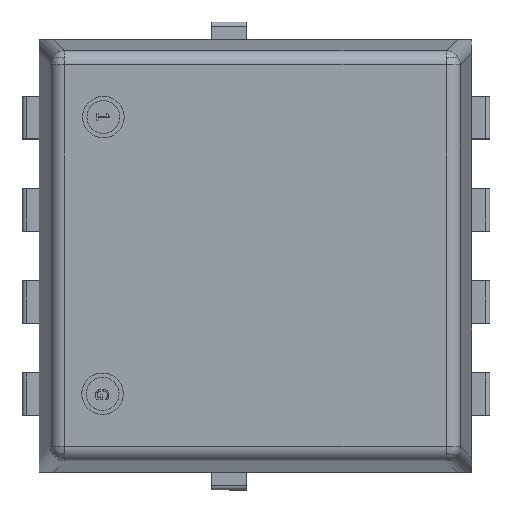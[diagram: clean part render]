
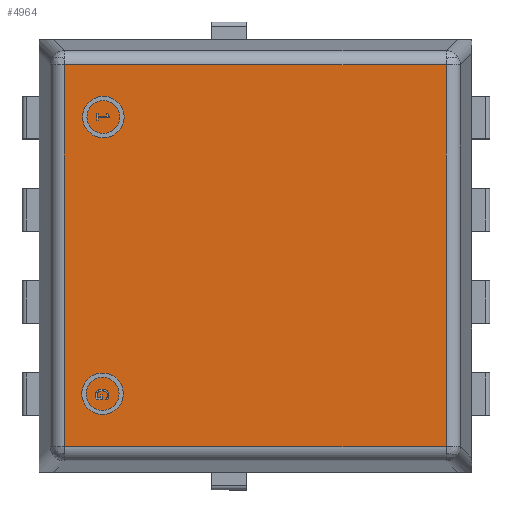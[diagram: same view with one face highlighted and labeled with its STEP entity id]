
A CAD part, top view. The second image highlights one B-rep face of the part: STEP entity #4964.
In plain terms, the highlighted planar face has unit normal (0, 0, 1).
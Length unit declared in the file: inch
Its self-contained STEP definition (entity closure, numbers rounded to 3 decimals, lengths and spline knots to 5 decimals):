
#522 = CARTESIAN_POINT ( 'NONE',  ( -0.05302, 0.01501, 0.04409 ) ) ;
#611 = VERTEX_POINT ( 'NONE', #6761 ) ;
#814 = EDGE_LOOP ( 'NONE', ( #5812, #5949, #6096, #2593 ) ) ;
#835 = VERTEX_POINT ( 'NONE', #2864 ) ;
#941 = CARTESIAN_POINT ( 'NONE',  ( 0.05302, -0.01501, 0.04409 ) ) ;
#1141 = DIRECTION ( 'NONE',  ( -1., 0., 0. ) ) ;
#1217 = LINE ( 'NONE', #1850, #6716 ) ;
#1510 = DIRECTION ( 'NONE',  ( 1., 0., 0. ) ) ;
#1543 = EDGE_CURVE ( 'NONE', #835, #5569, #6885, .T. ) ;
#1850 = CARTESIAN_POINT ( 'NONE',  ( -0.01501, -0.05302, 0.04409 ) ) ;
#2043 = DIRECTION ( 'NONE',  ( 0., 0., 1. ) ) ;
#2503 = DIRECTION ( 'NONE',  ( 1., 0., 0. ) ) ;
#2593 = ORIENTED_EDGE ( 'NONE', *, *, #1543, .F. ) ;
#2864 = CARTESIAN_POINT ( 'NONE',  ( -0.05302, 0.05302, 0.04409 ) ) ;
#3140 = LINE ( 'NONE', #941, #5351 ) ;
#3175 = DIRECTION ( 'NONE',  ( 0., -1., 0. ) ) ;
#3528 = AXIS2_PLACEMENT_3D ( 'NONE', #5851, #2043, #1510 ) ;
#4111 = VECTOR ( 'NONE', #4427, 39.37008 ) ;
#4427 = DIRECTION ( 'NONE',  ( 0., 1., 0. ) ) ;
#4696 = VERTEX_POINT ( 'NONE', #5447 ) ;
#4730 = EDGE_CURVE ( 'NONE', #5569, #611, #3140, .T. ) ;
#4847 = PLANE ( 'NONE',  #3528 ) ;
#4964 = ADVANCED_FACE ( 'NONE', ( #5305 ), #4847, .T. ) ;
#5160 = VECTOR ( 'NONE', #2503, 39.37008 ) ;
#5305 = FACE_OUTER_BOUND ( 'NONE', #814, .T. ) ;
#5351 = VECTOR ( 'NONE', #3175, 39.37008 ) ;
#5447 = CARTESIAN_POINT ( 'NONE',  ( -0.05302, -0.05302, 0.04409 ) ) ;
#5555 = EDGE_CURVE ( 'NONE', #611, #4696, #1217, .T. ) ;
#5569 = VERTEX_POINT ( 'NONE', #5682 ) ;
#5682 = CARTESIAN_POINT ( 'NONE',  ( 0.05302, 0.05302, 0.04409 ) ) ;
#5812 = ORIENTED_EDGE ( 'NONE', *, *, #6985, .F. ) ;
#5851 = CARTESIAN_POINT ( 'NONE',  ( 0., 0., 0.04409 ) ) ;
#5949 = ORIENTED_EDGE ( 'NONE', *, *, #5555, .F. ) ;
#6049 = LINE ( 'NONE', #522, #4111 ) ;
#6096 = ORIENTED_EDGE ( 'NONE', *, *, #4730, .F. ) ;
#6288 = CARTESIAN_POINT ( 'NONE',  ( 0.01501, 0.05302, 0.04409 ) ) ;
#6716 = VECTOR ( 'NONE', #1141, 39.37008 ) ;
#6761 = CARTESIAN_POINT ( 'NONE',  ( 0.05302, -0.05302, 0.04409 ) ) ;
#6885 = LINE ( 'NONE', #6288, #5160 ) ;
#6985 = EDGE_CURVE ( 'NONE', #4696, #835, #6049, .T. ) ;
